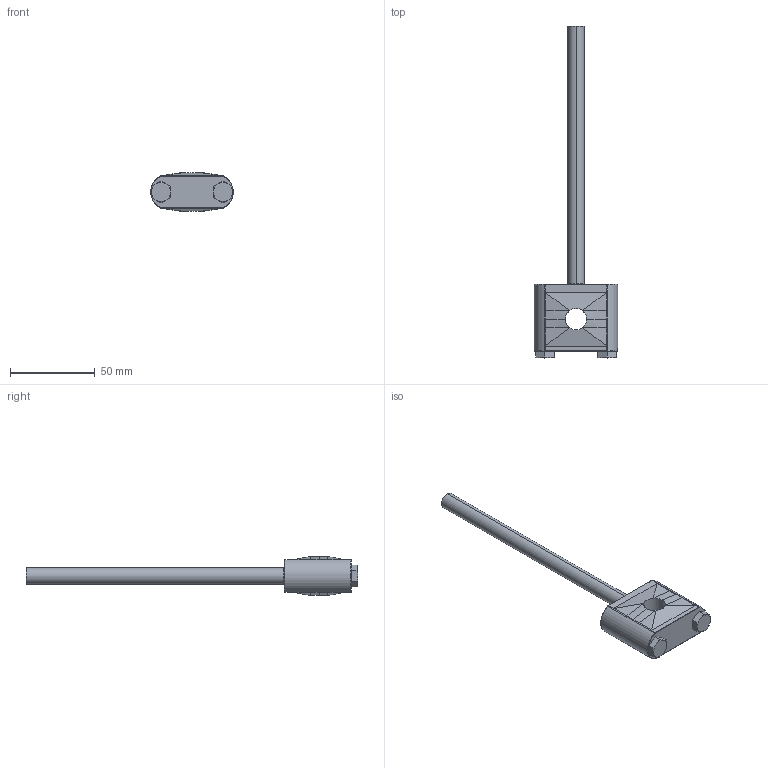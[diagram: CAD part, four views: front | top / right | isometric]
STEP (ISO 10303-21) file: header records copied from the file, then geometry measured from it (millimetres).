
FILE_DESCRIPTION (( 'STEP AP214' ), '1' );
FILE_NAME ('CSDW6R0.50T304ZP.STEP', '2023-05-29T08:05:57', ( '' ), ( '' ), 'SwSTEP 2.0', 'SolidWorks 2018', '' );
FILE_SCHEMA (( 'AUTOMOTIVE_DESIGN' ));
Length unit declared in the file: inch
Products named in the file (1): CSDW6R0.50T304ZP
Bounding box: 48.95 x 195.74 x 22.86 mm (x, y, z)
Volume: 45019.5 mm3; surface area: 12009.6 mm2
Topology: 1 solids, 1 shells, 101 faces, 248 edges, 148 vertices
Faces by surface type: plane 39, cylinder 18, cone 16, bspline 16, torus 12
Entity records: 3634 total; most frequent: CARTESIAN_POINT 1422, ORIENTED_EDGE 496, DIRECTION 396, EDGE_CURVE 248, AXIS2_PLACEMENT_3D 150, VERTEX_POINT 148, EDGE_LOOP 102, FACE_OUTER_BOUND 101
